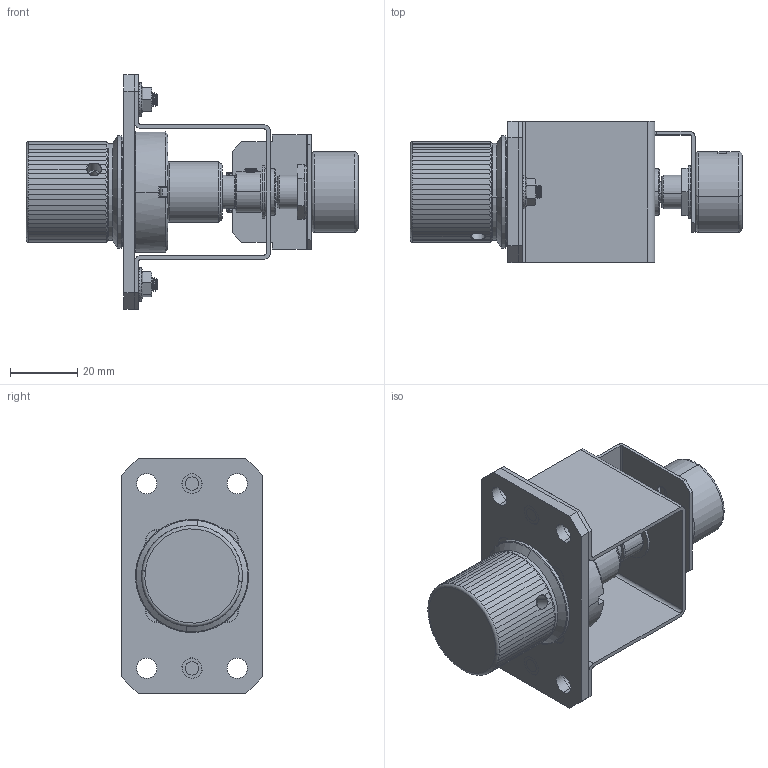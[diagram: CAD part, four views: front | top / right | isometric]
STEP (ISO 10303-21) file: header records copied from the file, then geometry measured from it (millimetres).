
FILE_DESCRIPTION (( 'STEP AP203' ), '1' );
FILE_NAME ('valk_assembly_speedy_v1.STEP', '2023-05-04T22:53:23', ( '' ), ( '' ), 'SwSTEP 2.0', 'SolidWorks 2020', '' );
FILE_SCHEMA (( 'CONFIG_CONTROL_DESIGN' ));
Length unit declared in the file: millimetre
Products named in the file (21): speedy-knob-ac-v3; valk_assembly_speedy_v1; 7487N57_Precision Stainless Steel Ball Bearing_7487N57; ELV-24_AP203.step; 91390A110_Alloy Steel Cup-Point Set Screw_91390A110; 92125A130_18-8 Stainless Steel Hex Drive Flat Head Screw_92125A130; 7804K146_Stainless Steel Ball Bearing_7804K146; 91611A085_Slotted Spring Pins_91611A085; 98543A113_Side-Mount External Retaining Rings_98543A113; shaft; spacer; 93580A592_Press-Fit Studs_93580A592; top_plate; bearing_block; 96194A201_Medium-Strength Steel Serrated Flange Locknut_96194A201; pot_holder; pot_spring; pot_nut; 560000 TLEU1-618-5W; body; pot_washer
Assembly tree (26 placements, depth 2):
  valk_assembly_speedy_v1
    560000 TLEU1-618-5W
    bearing_block
    body
    ELV-24_AP203.step
    pot_holder
    shaft
    spacer
    top_plate
    pot_nut
    pot_spring
    pot_washer
    91611A085_Slotted Spring Pins_91611A085
    98543A113_Side-Mount External Retaining Rings_98543A113
    92125A130_18-8 Stainless Steel Hex Drive Flat Head Screw_92125A130  x4
    96194A201_Medium-Strength Steel Serrated Flange Locknut_96194A201  x2
    7487N57_Precision Stainless Steel Ball Bearing_7487N57
    7804K146_Stainless Steel Ball Bearing_7804K146
    speedy-knob-ac-v3
    91390A110_Alloy Steel Cup-Point Set Screw_91390A110  x2
    93580A592_Press-Fit Studs_93580A592  x2
Bounding box: 98.9 x 42 x 70 mm (x, y, z)
Volume: 60200 mm3; surface area: 43274.9 mm2
Topology: 52 solids, 54 shells, 1599 faces, 4212 edges, 2706 vertices
Faces by surface type: plane 676, cylinder 553, cone 246, bspline 44, sphere 42, torus 38
Entity records: 42646 total; most frequent: CARTESIAN_POINT 13745, ORIENTED_EDGE 5724, DIRECTION 5306, EDGE_CURVE 2862, AXIS2_PLACEMENT_3D 1921, VERTEX_POINT 1852, VECTOR 1464, LINE 1464
